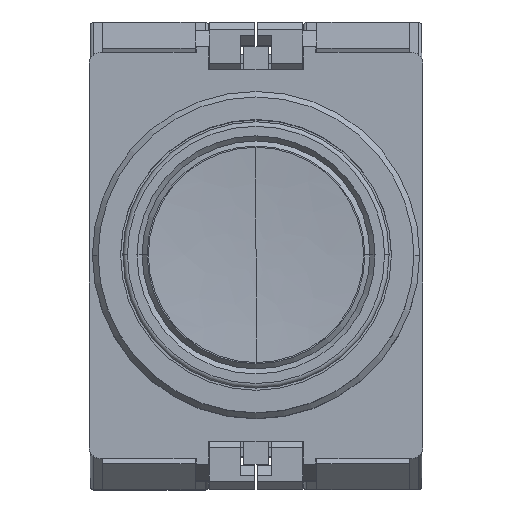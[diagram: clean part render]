
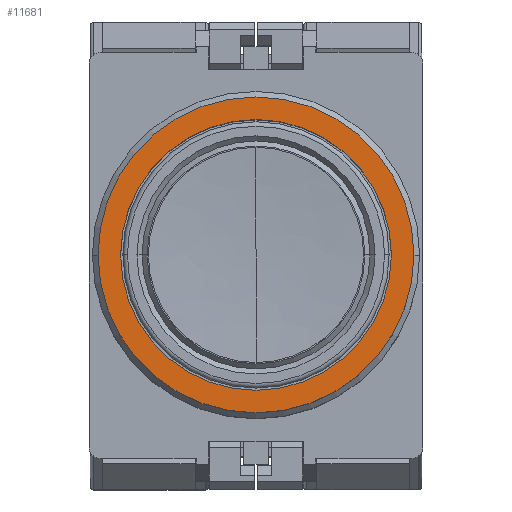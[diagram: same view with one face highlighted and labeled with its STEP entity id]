
A CAD part, top view. The second image highlights one B-rep face of the part: STEP entity #11681.
In plain terms, the highlighted planar face has unit normal (0, 0, 1).
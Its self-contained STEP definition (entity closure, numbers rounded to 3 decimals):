
#412 = ORIENTED_EDGE ( 'NONE', *, *, #1514, .F. ) ;
#538 = DIRECTION ( 'NONE',  ( -1., 0., 0. ) ) ;
#935 = CARTESIAN_POINT ( 'NONE',  ( 0., 0., 13. ) ) ;
#1454 = ORIENTED_EDGE ( 'NONE', *, *, #9030, .F. ) ;
#1514 = EDGE_CURVE ( 'NONE', #11688, #7717, #2412, .T. ) ;
#1519 = PLANE ( 'NONE',  #11489 ) ;
#1621 = CARTESIAN_POINT ( 'NONE',  ( -12., 0., 13. ) ) ;
#1971 = AXIS2_PLACEMENT_3D ( 'NONE', #935, #5075, #9043 ) ;
#2412 = CIRCLE ( 'NONE', #8017, 14. ) ;
#2511 = CARTESIAN_POINT ( 'NONE',  ( 0., 0., 13. ) ) ;
#2627 = DIRECTION ( 'NONE',  ( 0., 0., -1. ) ) ;
#2807 = VERTEX_POINT ( 'NONE', #1621 ) ;
#3179 = CIRCLE ( 'NONE', #10440, 12. ) ;
#3340 = CARTESIAN_POINT ( 'NONE',  ( -14., 0., 13. ) ) ;
#3540 = EDGE_LOOP ( 'NONE', ( #412, #6316 ) ) ;
#3728 = EDGE_CURVE ( 'NONE', #7717, #11688, #9226, .T. ) ;
#3776 = CARTESIAN_POINT ( 'NONE',  ( 0., 0., 13. ) ) ;
#3778 = EDGE_LOOP ( 'NONE', ( #8461, #1454 ) ) ;
#4576 = DIRECTION ( 'NONE',  ( 0., 0., 1. ) ) ;
#5075 = DIRECTION ( 'NONE',  ( 0., 0., -1. ) ) ;
#5423 = CIRCLE ( 'NONE', #12685, 12. ) ;
#5477 = CARTESIAN_POINT ( 'NONE',  ( 14.168, -14.168, 13. ) ) ;
#6316 = ORIENTED_EDGE ( 'NONE', *, *, #3728, .F. ) ;
#6441 = FACE_BOUND ( 'NONE', #3778, .T. ) ;
#6576 = DIRECTION ( 'NONE',  ( 1., 0., 0. ) ) ;
#7533 = VERTEX_POINT ( 'NONE', #10760 ) ;
#7717 = VERTEX_POINT ( 'NONE', #3340 ) ;
#7729 = DIRECTION ( 'NONE',  ( 0., 0., 1. ) ) ;
#8017 = AXIS2_PLACEMENT_3D ( 'NONE', #11529, #2627, #6576 ) ;
#8461 = ORIENTED_EDGE ( 'NONE', *, *, #11132, .F. ) ;
#8538 = DIRECTION ( 'NONE',  ( 1., 0., 0. ) ) ;
#9030 = EDGE_CURVE ( 'NONE', #2807, #7533, #5423, .T. ) ;
#9043 = DIRECTION ( 'NONE',  ( 1., 0., 0. ) ) ;
#9226 = CIRCLE ( 'NONE', #1971, 14. ) ;
#9442 = DIRECTION ( 'NONE',  ( 0., 0., -1. ) ) ;
#10413 = FACE_OUTER_BOUND ( 'NONE', #3540, .T. ) ;
#10440 = AXIS2_PLACEMENT_3D ( 'NONE', #3776, #7729, #11708 ) ;
#10760 = CARTESIAN_POINT ( 'NONE',  ( 12., 0., 13. ) ) ;
#11132 = EDGE_CURVE ( 'NONE', #7533, #2807, #3179, .T. ) ;
#11489 = AXIS2_PLACEMENT_3D ( 'NONE', #5477, #9442, #538 ) ;
#11524 = CARTESIAN_POINT ( 'NONE',  ( 14., 0., 13. ) ) ;
#11529 = CARTESIAN_POINT ( 'NONE',  ( 0., 0., 13. ) ) ;
#11681 = ADVANCED_FACE ( 'NONE', ( #6441, #10413 ), #1519, .F. ) ;
#11688 = VERTEX_POINT ( 'NONE', #11524 ) ;
#11708 = DIRECTION ( 'NONE',  ( 1., 0., 0. ) ) ;
#12685 = AXIS2_PLACEMENT_3D ( 'NONE', #2511, #4576, #8538 ) ;
